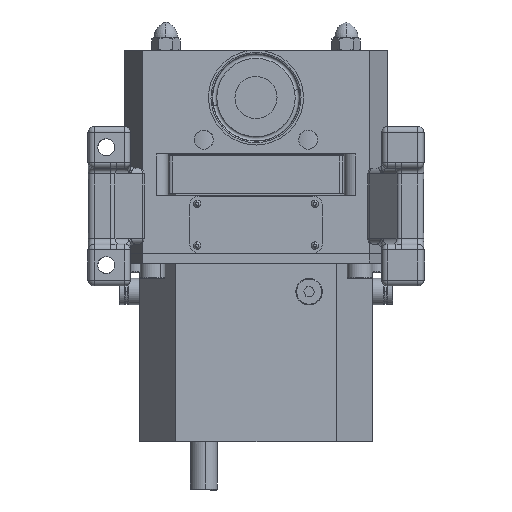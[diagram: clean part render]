
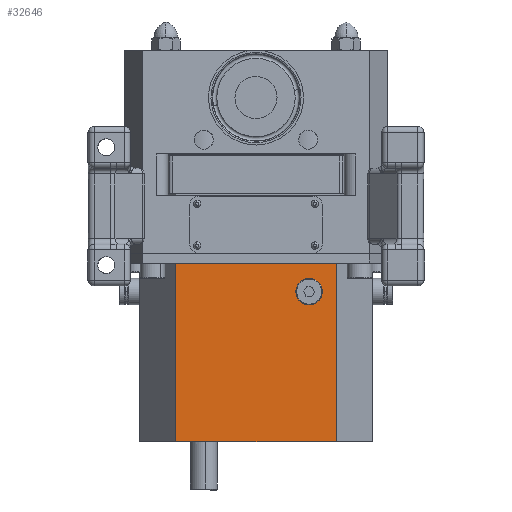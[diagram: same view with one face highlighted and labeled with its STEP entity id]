
A CAD part, front view. The second image highlights one B-rep face of the part: STEP entity #32646.
In plain terms, the highlighted planar face has unit normal (0, -1, 0).
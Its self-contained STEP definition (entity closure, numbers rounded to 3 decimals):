
#2339 = CIRCLE ( 'NONE', #93871, 7. ) ;
#7160 = DIRECTION ( 'NONE',  ( 0., 0., -1. ) ) ;
#7265 = CARTESIAN_POINT ( 'NONE',  ( 28., -37., -95.2 ) ) ;
#8149 = LINE ( 'NONE', #60940, #88657 ) ;
#8394 = VECTOR ( 'NONE', #42275, 1000. ) ;
#9097 = EDGE_CURVE ( 'NONE', #71309, #51049, #8149, .T. ) ;
#9357 = EDGE_CURVE ( 'NONE', #71309, #83012, #86562, .T. ) ;
#13408 = EDGE_LOOP ( 'NONE', ( #52390, #34663 ) ) ;
#16263 = AXIS2_PLACEMENT_3D ( 'NONE', #17909, #25951, #56610 ) ;
#17909 = CARTESIAN_POINT ( 'NONE',  ( 28., -37., -102.2 ) ) ;
#19386 = VECTOR ( 'NONE', #35851, 1000. ) ;
#20266 = CARTESIAN_POINT ( 'NONE',  ( -42.196, -37., -181.2 ) ) ;
#20692 = CARTESIAN_POINT ( 'NONE',  ( 42.196, -37., -87.2 ) ) ;
#25951 = DIRECTION ( 'NONE',  ( 0., -1., 0. ) ) ;
#26233 = DIRECTION ( 'NONE',  ( 0., -1., 0. ) ) ;
#28169 = FACE_OUTER_BOUND ( 'NONE', #39418, .T. ) ;
#32646 = ADVANCED_FACE ( 'NONE', ( #43756, #28169 ), #57350, .T. ) ;
#33221 = DIRECTION ( 'NONE',  ( 0., 0., -1. ) ) ;
#34335 = CARTESIAN_POINT ( 'NONE',  ( -42.196, -37., -87.2 ) ) ;
#34663 = ORIENTED_EDGE ( 'NONE', *, *, #49110, .F. ) ;
#35851 = DIRECTION ( 'NONE',  ( -1., 0., 0. ) ) ;
#39418 = EDGE_LOOP ( 'NONE', ( #50824, #93376, #44818, #99094 ) ) ;
#40586 = AXIS2_PLACEMENT_3D ( 'NONE', #57849, #87571, #41778 ) ;
#40868 = VERTEX_POINT ( 'NONE', #7265 ) ;
#41778 = DIRECTION ( 'NONE',  ( -1., 0., 0. ) ) ;
#42275 = DIRECTION ( 'NONE',  ( -1., 0., 0. ) ) ;
#42767 = DIRECTION ( 'NONE',  ( 0., 0., 1. ) ) ;
#43756 = FACE_BOUND ( 'NONE', #13408, .T. ) ;
#44818 = ORIENTED_EDGE ( 'NONE', *, *, #9357, .T. ) ;
#49110 = EDGE_CURVE ( 'NONE', #54936, #40868, #49983, .T. ) ;
#49822 = CARTESIAN_POINT ( 'NONE',  ( 28., -37., -102.2 ) ) ;
#49983 = CIRCLE ( 'NONE', #16263, 7. ) ;
#50824 = ORIENTED_EDGE ( 'NONE', *, *, #78945, .F. ) ;
#51049 = VERTEX_POINT ( 'NONE', #59328 ) ;
#52390 = ORIENTED_EDGE ( 'NONE', *, *, #54063, .F. ) ;
#54063 = EDGE_CURVE ( 'NONE', #40868, #54936, #2339, .T. ) ;
#54936 = VERTEX_POINT ( 'NONE', #83981 ) ;
#56610 = DIRECTION ( 'NONE',  ( 0., 0., 1. ) ) ;
#57350 = PLANE ( 'NONE',  #40586 ) ;
#57849 = CARTESIAN_POINT ( 'NONE',  ( -42.196, -37., -88.2 ) ) ;
#58823 = CARTESIAN_POINT ( 'NONE',  ( -42.196, -37., -181.2 ) ) ;
#59328 = CARTESIAN_POINT ( 'NONE',  ( 42.196, -37., -181.2 ) ) ;
#60940 = CARTESIAN_POINT ( 'NONE',  ( 42.196, -37., -88.2 ) ) ;
#61911 = LINE ( 'NONE', #62404, #75351 ) ;
#62404 = CARTESIAN_POINT ( 'NONE',  ( -42.196, -37., -88.2 ) ) ;
#71309 = VERTEX_POINT ( 'NONE', #20692 ) ;
#74738 = EDGE_CURVE ( 'NONE', #83012, #93293, #61911, .T. ) ;
#75351 = VECTOR ( 'NONE', #33221, 1000. ) ;
#78945 = EDGE_CURVE ( 'NONE', #51049, #93293, #89181, .T. ) ;
#83012 = VERTEX_POINT ( 'NONE', #34335 ) ;
#83981 = CARTESIAN_POINT ( 'NONE',  ( 28., -37., -109.2 ) ) ;
#86562 = LINE ( 'NONE', #95118, #8394 ) ;
#87571 = DIRECTION ( 'NONE',  ( 0., -1., 0. ) ) ;
#88657 = VECTOR ( 'NONE', #7160, 1000. ) ;
#89181 = LINE ( 'NONE', #20266, #19386 ) ;
#93293 = VERTEX_POINT ( 'NONE', #58823 ) ;
#93376 = ORIENTED_EDGE ( 'NONE', *, *, #9097, .F. ) ;
#93871 = AXIS2_PLACEMENT_3D ( 'NONE', #49822, #26233, #42767 ) ;
#95118 = CARTESIAN_POINT ( 'NONE',  ( 42.196, -37., -87.2 ) ) ;
#99094 = ORIENTED_EDGE ( 'NONE', *, *, #74738, .T. ) ;
